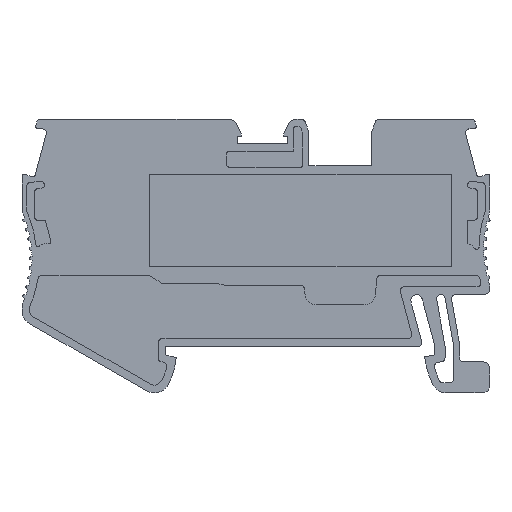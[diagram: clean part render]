
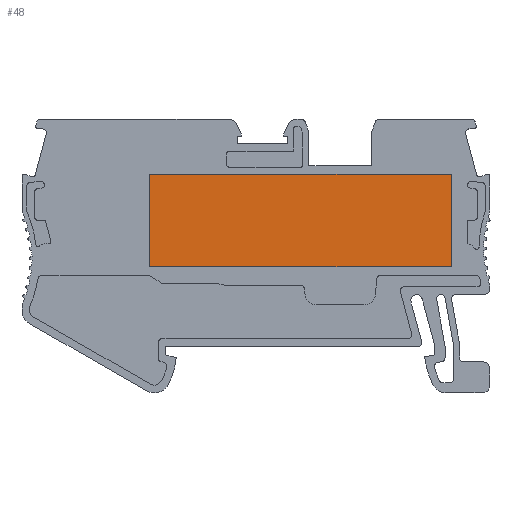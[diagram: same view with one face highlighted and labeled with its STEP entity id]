
A CAD part, left-side view. The second image highlights one B-rep face of the part: STEP entity #48.
In plain terms, the highlighted planar face has unit normal (-1, 0, 0).
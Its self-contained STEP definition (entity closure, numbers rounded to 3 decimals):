
#48=ADVANCED_FACE('',(#3819),#3821,.T.);
#3819=FACE_BOUND('',#3820,.T.);
#3820=EDGE_LOOP('',(#6918,#6919,#6920,#6921));
#3821=PLANE('',#3822);
#3822=AXIS2_PLACEMENT_3D('',#3823,#3824,#3825);
#3823=CARTESIAN_POINT('',(0.1,17.398,62.3));
#3824=DIRECTION('',(-1.,0.,0.));
#3825=DIRECTION('',(0.,0.,1.));
#6918=ORIENTED_EDGE('',*,*,#9318,.T.);
#6919=ORIENTED_EDGE('',*,*,#9319,.T.);
#6920=ORIENTED_EDGE('',*,*,#9320,.T.);
#6921=ORIENTED_EDGE('',*,*,#9321,.T.);
#9318=EDGE_CURVE('',#10518,#10519,#10520,.T.);
#9319=EDGE_CURVE('',#10519,#10521,#10522,.T.);
#9320=EDGE_CURVE('',#10521,#10523,#10524,.T.);
#9321=EDGE_CURVE('',#10523,#10518,#10525,.T.);
#10518=VERTEX_POINT('',#12522);
#10519=VERTEX_POINT('',#12523);
#10520=LINE('',#12524,#12525);
#10521=VERTEX_POINT('',#12527);
#10522=LINE('',#12528,#12529);
#10523=VERTEX_POINT('',#12531);
#10524=LINE('',#12532,#12533);
#10525=LINE('',#12535,#12536);
#12522=CARTESIAN_POINT('',(0.1,18.398,50.3));
#12523=CARTESIAN_POINT('',(0.1,-20.602,50.3));
#12524=CARTESIAN_POINT('',(0.1,18.398,50.3));
#12525=VECTOR('',#12526,1.);
#12526=DIRECTION('',(0.,-1.,0.));
#12527=CARTESIAN_POINT('',(0.1,-20.602,62.3));
#12528=CARTESIAN_POINT('',(0.1,-20.602,50.3));
#12529=VECTOR('',#12530,1.);
#12530=DIRECTION('',(0.,0.,1.));
#12531=CARTESIAN_POINT('',(0.1,18.398,62.3));
#12532=CARTESIAN_POINT('',(0.1,-20.602,62.3));
#12533=VECTOR('',#12534,1.);
#12534=DIRECTION('',(0.,1.,0.));
#12535=CARTESIAN_POINT('',(0.1,18.398,62.3));
#12536=VECTOR('',#12537,1.);
#12537=DIRECTION('',(0.,0.,-1.));
